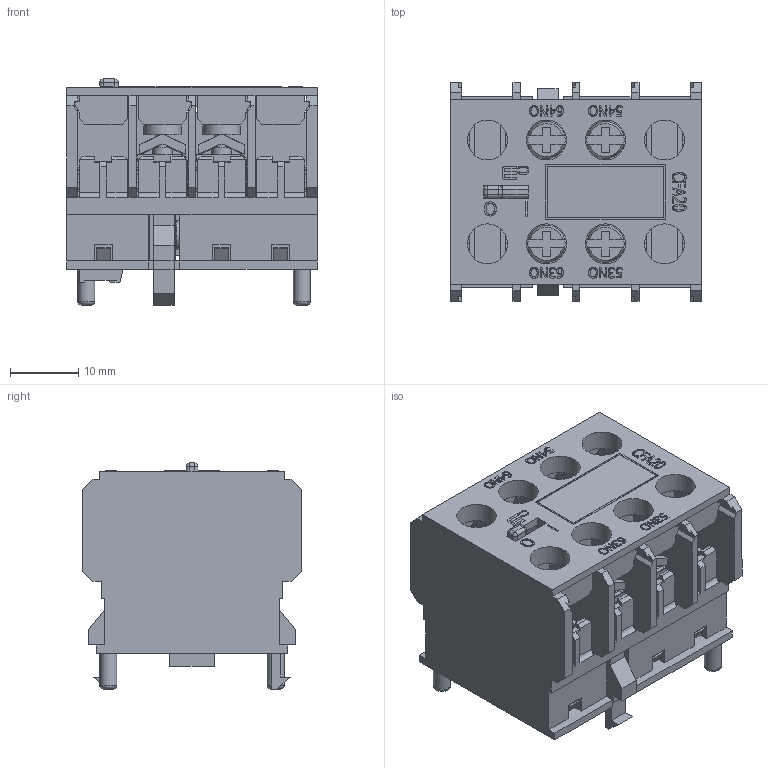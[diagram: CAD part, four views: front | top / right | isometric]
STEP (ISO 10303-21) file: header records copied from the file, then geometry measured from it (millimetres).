
FILE_DESCRIPTION((''),'2;1');
FILE_NAME('12C70080G01.stp','2015-05-22T17:46:03',('rshanor'),(''),'Autodesk Inventor 2013','Autodesk Inventor 2013','');
FILE_SCHEMA(('AUTOMOTIVE_DESIGN { 1 2 10303 214 0 1 1 1 }'));
Length unit declared in the file: inch
Products named in the file (1): 12C70080G01
Bounding box: 36.75 x 32 x 33.1 mm (x, y, z)
Volume: 13814.4 mm3; surface area: 24020.5 mm2
Topology: 8 solids, 12 shells, 3367 faces, 9599 edges, 6152 vertices
Faces by surface type: plane 2486, cylinder 480, bspline 281, torus 96, sphere 16, cone 8
Full cylindrical faces by diameter (mm): 2.1 x8, 2.5 x3, 2.9 x8, 3.75 x4, 4.25 x4, 5.45 x4, 5.85 x8
Entity records: 120359 total; most frequent: CARTESIAN_POINT 30297, ORIENTED_EDGE 19070, DIRECTION 16426, EDGE_CURVE 9535, VECTOR 7752, LINE 7752, VERTEX_POINT 6126, AXIS2_PLACEMENT_3D 4337
